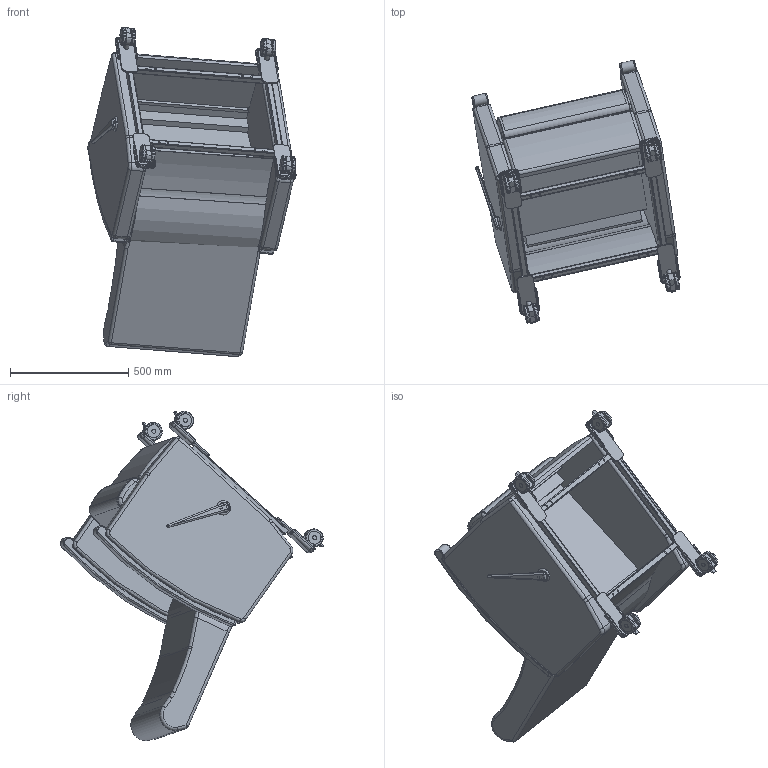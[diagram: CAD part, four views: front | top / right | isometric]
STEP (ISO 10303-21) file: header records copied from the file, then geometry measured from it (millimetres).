
FILE_DESCRIPTION(/* description */ (''),/* implementation_level */ '2;1');
FILE_NAME(/* name */ 'L1307W.stp',/* time_stamp */ '2017-09-27T16:38:01-04:00',/* author */ ('emehringer'),/* organization */ (''),/* preprocessor_version */ 'ST-DEVELOPER v16.5',/* originating_system */ 'Autodesk Inventor 2017',/* authorisation */ '');
FILE_SCHEMA (('AUTOMOTIVE_DESIGN { 1 0 10303 214 3 1 1 }'));
Length unit declared in the file: inch
Products named in the file (15): L1307U-W (SYMBOL); HANDLE 3/4 BLK; PLATFORM 1309-1 (generic); UBASE E1304 (CABLE LEVER); OD1305 UBACK; USEAT 1304; OD1305 UKO; FL1010-1 MAC BLK-A; CASTER BOOT BLK; CAST COL 3"LC; CAST COL LOCK; CAST COL 3IN CENTER; CAST COL 3IN WHEEL; CAST COL 3IN INNER WHEEL; H1010 UBACK COVER
Assembly tree (23 placements, depth 3):
  L1307U-W (SYMBOL)
    HANDLE 3/4 BLK
    PLATFORM 1309-1 (generic)
    UBASE E1304 (CABLE LEVER)
    OD1305 UBACK
    USEAT 1304
    OD1305 UKO
    FL1010-1 MAC BLK-A  x2
    CASTER BOOT BLK  x4
    CAST COL 3"LC  x4
      CAST COL 3IN WHEEL
      CAST COL LOCK
      CAST COL 3IN CENTER
      CAST COL 3IN INNER WHEEL
    H1010 UBACK COVER
Bounding box: 879.29 x 1112.5 x 1390.95 mm (x, y, z)
Volume: 153168817.3 mm3; surface area: 5752189 mm2
Topology: 38 solids, 38 shells, 1082 faces, 2546 edges, 1541 vertices
Faces by surface type: cylinder 418, plane 348, torus 168, bspline 87, sphere 60, cone 1
Full cylindrical faces by diameter (mm): 4.366 x10, 5.334 x1, 7.937 x4, 7.938 x4, 9.525 x8, 9.541 x1, 17.462 x4, 17.475 x4, 17.526 x8, 20.747 x4, 42.037 x1, 55.88 x8, 55.956 x8, 60.325 x1, 75.006 x8
Entity records: 22037 total; most frequent: CARTESIAN_POINT 6500, DIRECTION 3197, ORIENTED_EDGE 3056, EDGE_CURVE 1528, AXIS2_PLACEMENT_3D 1214, VERTEX_POINT 939, LINE 769, VECTOR 769
